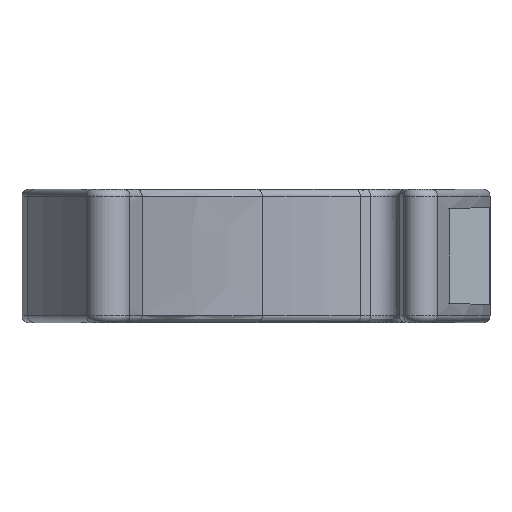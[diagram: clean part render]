
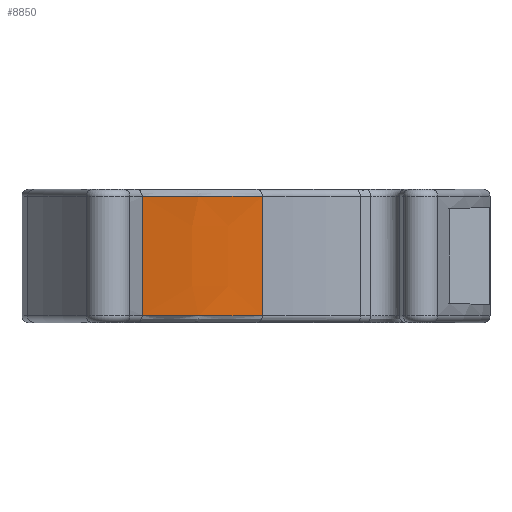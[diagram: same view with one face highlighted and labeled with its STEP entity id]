
A CAD part, left-side view. The second image highlights one B-rep face of the part: STEP entity #8850.
In plain terms, the highlighted face is a extrusion surface.
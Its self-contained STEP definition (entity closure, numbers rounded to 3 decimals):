
#7560=CARTESIAN_POINT('',(85.213,34.461,0.));
#7570=CARTESIAN_POINT('',(85.156,34.513,0.));
#7580=CARTESIAN_POINT('',(83.735,35.802,0.));
#7590=CARTESIAN_POINT('',(80.724,38.519,0.));
#7600=CARTESIAN_POINT('',(75.017,43.192,0.));
#7610=CARTESIAN_POINT('',(70.406,46.28,0.));
#7620=CARTESIAN_POINT('',(67.451,47.957,0.));
#7630=B_SPLINE_CURVE_WITH_KNOTS('',3,(#7560,#7570,#7580,#7590,#7600,
#7610,#7620),.UNSPECIFIED.,.F.,.F.,(4,1,1,1,4),(584.333,
584.751,594.801,606.46,624.978),
.UNSPECIFIED.);
#7640=DIRECTION('',(0.,0.,-1.));
#7650=VECTOR('',#7640,1.);
#7660=SURFACE_OF_LINEAR_EXTRUSION('',#7630,#7650);
#7670=CARTESIAN_POINT('',(85.213,34.461,
-14.2));
#7680=CARTESIAN_POINT('',(85.185,34.486,
-14.2));
#7690=CARTESIAN_POINT('',(85.157,34.512,
-14.2));
#7700=CARTESIAN_POINT('',(85.11,34.555,
-14.2));
#7710=CARTESIAN_POINT('',(85.09,34.573,
-14.2));
#7720=CARTESIAN_POINT('',(85.024,34.633,
-14.2));
#7730=CARTESIAN_POINT('',(84.978,34.675,
-14.2));
#7740=CARTESIAN_POINT('',(84.839,34.801,
-14.2));
#7750=CARTESIAN_POINT('',(84.747,34.884,
-14.2));
#7760=CARTESIAN_POINT('',(84.285,35.302,
-14.2));
#7770=CARTESIAN_POINT('',(83.915,35.636,
-14.2));
#7780=CARTESIAN_POINT('',(82.805,36.634,
-14.2));
#7790=CARTESIAN_POINT('',(82.062,37.295,
-14.2));
#7800=CARTESIAN_POINT('',(81.219,38.028,
-14.2));
#7810=CARTESIAN_POINT('',(81.125,38.109,
-14.2));
#7820=CARTESIAN_POINT('',(80.938,38.272,
-14.2));
#7830=CARTESIAN_POINT('',(80.844,38.353,
-14.2));
#7840=CARTESIAN_POINT('',(80.562,38.595,
-14.2));
#7850=CARTESIAN_POINT('',(80.373,38.756,
-14.2));
#7860=CARTESIAN_POINT('',(79.807,39.237,
-14.2));
#7870=CARTESIAN_POINT('',(79.427,39.555,
-14.2));
#7880=CARTESIAN_POINT('',(78.282,40.502,
-14.2));
#7890=CARTESIAN_POINT('',(77.51,41.121,
-14.2));
#7900=CARTESIAN_POINT('',(76.728,41.728,
-14.2));
#7910=CARTESIAN_POINT('',(76.551,41.866,
-14.2));
#7920=CARTESIAN_POINT('',(76.373,42.003,
-14.2));
#7930=CARTESIAN_POINT('',(76.017,42.275,
-14.2));
#7940=CARTESIAN_POINT('',(75.839,42.41,
-14.2));
#7950=CARTESIAN_POINT('',(75.302,42.814,
-14.2));
#7960=CARTESIAN_POINT('',(74.942,43.081,
-14.2));
#7970=CARTESIAN_POINT('',(74.217,43.608,
-14.2));
#7980=CARTESIAN_POINT('',(73.853,43.868,
-14.2));
#7990=CARTESIAN_POINT('',(73.12,44.383,
-14.2));
#8000=CARTESIAN_POINT('',(72.752,44.638,
-14.2));
#8010=CARTESIAN_POINT('',(71.64,45.391,
-14.2));
#8020=CARTESIAN_POINT('',(70.89,45.88,
-14.2));
#8030=CARTESIAN_POINT('',(69.375,46.831,
-14.2));
#8040=CARTESIAN_POINT('',(68.608,47.293,
-14.2));
#8050=CARTESIAN_POINT('',(67.739,47.793,
-14.2));
#8060=CARTESIAN_POINT('',(67.644,47.848,
-14.2));
#8070=CARTESIAN_POINT('',(67.534,47.91,
-14.2));
#8080=CARTESIAN_POINT('',(67.518,47.919,
-14.2));
#8090=CARTESIAN_POINT('',(67.485,47.938,
-14.2));
#8100=CARTESIAN_POINT('',(67.468,47.948,
-14.2));
#8110=CARTESIAN_POINT('',(67.451,47.957,
-14.2));
#8120=B_SPLINE_CURVE_WITH_KNOTS('',3,(#7670,#7680,#7690,#7700,#7710,
#7720,#7730,#7740,#7750,#7760,#7770,#7780,#7790,#7800,#7810,#7820,#7830,
#7840,#7850,#7860,#7870,#7880,#7890,#7900,#7910,#7920,#7930,#7940,#7950,
#7960,#7970,#7980,#7990,#8000,#8010,#8020,#8030,#8040,#8050,#8060,#8070,
#8080,#8090,#8100,#8110),.UNSPECIFIED.,.F.,.F.,(4,2,2,2,2,2,2,2,2,2,2,3,
2,2,2,2,2,2,2,2,2,4),(0.,0.113,0.194,
0.381,0.755,2.251,5.24,
5.613,5.986,6.732,8.224,
11.205,11.856,12.506,13.806,
15.106,16.406,19.005,21.603,
21.92,21.97,22.02),.UNSPECIFIED.);
#8130=CARTESIAN_POINT('',(85.213,34.461,
-14.2));
#8140=VERTEX_POINT('',#8130);
#8150=CARTESIAN_POINT('',(67.451,47.957,
-14.2));
#8160=VERTEX_POINT('',#8150);
#8170=EDGE_CURVE('',#8140,#8160,#8120,.T.);
#8180=ORIENTED_EDGE('',*,*,#8170,.F.);
#8190=CARTESIAN_POINT('',(67.451,47.957,0.));
#8200=DIRECTION('',(0.,0.,-1.));
#8210=VECTOR('',#8200,0.55);
#8220=LINE('',#8190,#8210);
#8230=CARTESIAN_POINT('',(67.451,47.957,
-0.8));
#8240=VERTEX_POINT('',#8230);
#8250=EDGE_CURVE('',#8240,#8160,#8220,.T.);
#8260=ORIENTED_EDGE('',*,*,#8250,.T.);
#8270=CARTESIAN_POINT('',(85.213,34.461,
-0.8));
#8280=CARTESIAN_POINT('',(85.185,34.486,
-0.8));
#8290=CARTESIAN_POINT('',(85.157,34.512,
-0.8));
#8300=CARTESIAN_POINT('',(85.11,34.555,
-0.8));
#8310=CARTESIAN_POINT('',(85.09,34.573,
-0.8));
#8320=CARTESIAN_POINT('',(85.024,34.633,
-0.8));
#8330=CARTESIAN_POINT('',(84.978,34.675,
-0.8));
#8340=CARTESIAN_POINT('',(84.839,34.801,
-0.8));
#8350=CARTESIAN_POINT('',(84.747,34.884,
-0.8));
#8360=CARTESIAN_POINT('',(84.285,35.302,
-0.8));
#8370=CARTESIAN_POINT('',(83.915,35.636,
-0.8));
#8380=CARTESIAN_POINT('',(82.805,36.634,
-0.8));
#8390=CARTESIAN_POINT('',(82.062,37.295,
-0.8));
#8400=CARTESIAN_POINT('',(81.219,38.028,
-0.8));
#8410=CARTESIAN_POINT('',(81.125,38.109,
-0.8));
#8420=CARTESIAN_POINT('',(80.938,38.272,
-0.8));
#8430=CARTESIAN_POINT('',(80.844,38.353,
-0.8));
#8440=CARTESIAN_POINT('',(80.562,38.595,
-0.8));
#8450=CARTESIAN_POINT('',(80.373,38.756,
-0.8));
#8460=CARTESIAN_POINT('',(79.807,39.237,
-0.8));
#8470=CARTESIAN_POINT('',(79.427,39.555,
-0.8));
#8480=CARTESIAN_POINT('',(78.282,40.502,
-0.8));
#8490=CARTESIAN_POINT('',(77.51,41.121,
-0.8));
#8500=CARTESIAN_POINT('',(76.728,41.728,
-0.8));
#8510=CARTESIAN_POINT('',(76.551,41.866,
-0.8));
#8520=CARTESIAN_POINT('',(76.373,42.003,
-0.8));
#8530=CARTESIAN_POINT('',(76.017,42.275,
-0.8));
#8540=CARTESIAN_POINT('',(75.839,42.41,
-0.8));
#8550=CARTESIAN_POINT('',(75.302,42.814,
-0.8));
#8560=CARTESIAN_POINT('',(74.942,43.081,
-0.8));
#8570=CARTESIAN_POINT('',(74.217,43.608,
-0.8));
#8580=CARTESIAN_POINT('',(73.853,43.868,
-0.8));
#8590=CARTESIAN_POINT('',(73.12,44.383,
-0.8));
#8600=CARTESIAN_POINT('',(72.752,44.638,
-0.8));
#8610=CARTESIAN_POINT('',(71.64,45.391,
-0.8));
#8620=CARTESIAN_POINT('',(70.89,45.88,
-0.8));
#8630=CARTESIAN_POINT('',(69.375,46.831,
-0.8));
#8640=CARTESIAN_POINT('',(68.608,47.293,
-0.8));
#8650=CARTESIAN_POINT('',(67.739,47.793,
-0.8));
#8660=CARTESIAN_POINT('',(67.644,47.848,
-0.8));
#8670=CARTESIAN_POINT('',(67.534,47.91,
-0.8));
#8680=CARTESIAN_POINT('',(67.518,47.919,
-0.8));
#8690=CARTESIAN_POINT('',(67.485,47.938,
-0.8));
#8700=CARTESIAN_POINT('',(67.468,47.948,
-0.8));
#8710=CARTESIAN_POINT('',(67.451,47.957,
-0.8));
#8720=B_SPLINE_CURVE_WITH_KNOTS('',3,(#8270,#8280,#8290,#8300,#8310,
#8320,#8330,#8340,#8350,#8360,#8370,#8380,#8390,#8400,#8410,#8420,#8430,
#8440,#8450,#8460,#8470,#8480,#8490,#8500,#8510,#8520,#8530,#8540,#8550,
#8560,#8570,#8580,#8590,#8600,#8610,#8620,#8630,#8640,#8650,#8660,#8670,
#8680,#8690,#8700,#8710),.UNSPECIFIED.,.F.,.F.,(4,2,2,2,2,2,2,2,2,2,2,3,
2,2,2,2,2,2,2,2,2,4),(0.,0.113,0.194,
0.381,0.755,2.251,5.24,
5.613,5.986,6.732,8.224,
11.205,11.856,12.506,13.806,
15.106,16.406,19.005,21.603,
21.92,21.97,22.02),.UNSPECIFIED.);
#8730=CARTESIAN_POINT('',(85.213,34.461,
-0.8));
#8740=VERTEX_POINT('',#8730);
#8750=EDGE_CURVE('',#8740,#8240,#8720,.T.);
#8760=ORIENTED_EDGE('',*,*,#8750,.T.);
#8770=CARTESIAN_POINT('',(85.213,34.461,0.));
#8780=DIRECTION('',(0.,0.,-1.));
#8790=VECTOR('',#8780,1.);
#8800=LINE('',#8770,#8790);
#8810=EDGE_CURVE('',#8740,#8140,#8800,.T.);
#8820=ORIENTED_EDGE('',*,*,#8810,.F.);
#8830=EDGE_LOOP('',(#8820,#8760,#8260,#8180));
#8840=FACE_OUTER_BOUND('',#8830,.T.);
#8850=ADVANCED_FACE('',(#8840),#7660,.T.);
